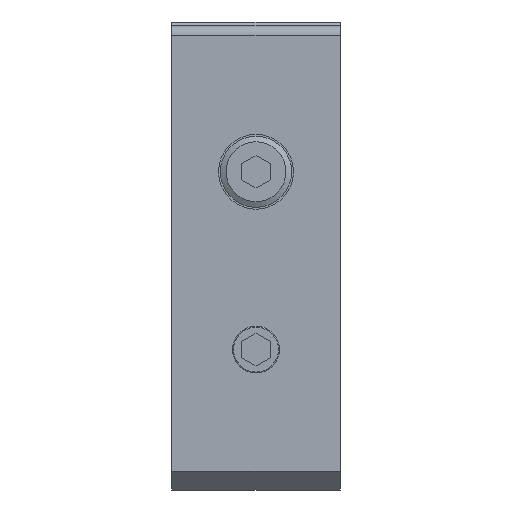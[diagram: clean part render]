
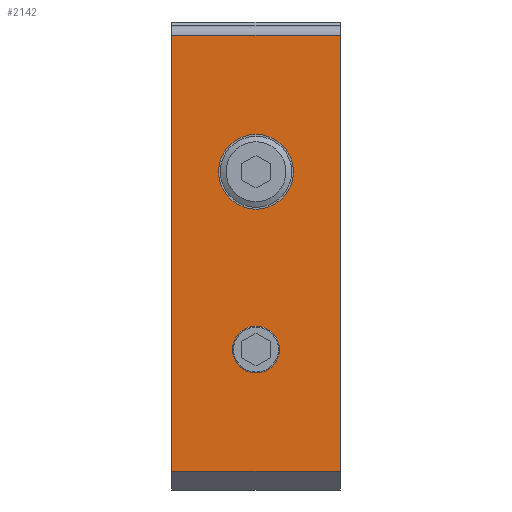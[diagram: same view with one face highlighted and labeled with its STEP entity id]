
A CAD part, front view. The second image highlights one B-rep face of the part: STEP entity #2142.
In plain terms, the highlighted planar face has unit normal (0, -1, 0).
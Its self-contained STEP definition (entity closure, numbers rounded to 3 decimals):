
#95=FACE_BOUND('',#449,.T.);
#96=FACE_BOUND('',#450,.T.);
#175=CIRCLE('',#2291,1.25);
#193=CIRCLE('',#2339,2.);
#293=FACE_OUTER_BOUND('',#448,.T.);
#448=EDGE_LOOP('',(#1666,#1667,#1668,#1669));
#449=EDGE_LOOP('',(#1670));
#450=EDGE_LOOP('',(#1671));
#550=LINE('',#3116,#722);
#645=LINE('',#3594,#817);
#647=LINE('',#3600,#819);
#648=LINE('',#3601,#820);
#722=VECTOR('',#2504,23.294);
#817=VECTOR('',#2831,9.);
#819=VECTOR('',#2837,9.);
#820=VECTOR('',#2838,23.294);
#882=VERTEX_POINT('',#3062);
#908=VERTEX_POINT('',#3114);
#974=VERTEX_POINT('',#3470);
#1015=VERTEX_POINT('',#3593);
#1017=VERTEX_POINT('',#3599);
#1018=VERTEX_POINT('',#3602);
#1109=EDGE_CURVE('',#908,#882,#550,.T.);
#1202=EDGE_CURVE('',#974,#974,#175,.T.);
#1255=EDGE_CURVE('',#882,#1015,#645,.T.);
#1258=EDGE_CURVE('',#1017,#908,#647,.T.);
#1259=EDGE_CURVE('',#1015,#1017,#648,.T.);
#1260=EDGE_CURVE('',#1018,#1018,#193,.T.);
#1666=ORIENTED_EDGE('',*,*,#1255,.F.);
#1667=ORIENTED_EDGE('',*,*,#1109,.F.);
#1668=ORIENTED_EDGE('',*,*,#1258,.F.);
#1669=ORIENTED_EDGE('',*,*,#1259,.F.);
#1670=ORIENTED_EDGE('',*,*,#1260,.T.);
#1671=ORIENTED_EDGE('',*,*,#1202,.T.);
#1917=PLANE('',#2338);
#2142=ADVANCED_FACE('',(#293,#95,#96),#1917,.T.);
#2291=AXIS2_PLACEMENT_3D('',#3471,#2703,#2704);
#2338=AXIS2_PLACEMENT_3D('',#3598,#2835,#2836);
#2339=AXIS2_PLACEMENT_3D('',#3603,#2839,#2840);
#2504=DIRECTION('',(0.,0.,1.));
#2703=DIRECTION('center_axis',(0.,1.,0.));
#2704=DIRECTION('ref_axis',(-1.,0.,0.));
#2831=DIRECTION('',(1.,0.,0.));
#2835=DIRECTION('center_axis',(0.,-1.,0.));
#2836=DIRECTION('ref_axis',(0.,0.,-1.));
#2837=DIRECTION('',(-1.,0.,0.));
#2838=DIRECTION('',(0.,0.,-1.));
#2839=DIRECTION('center_axis',(0.,1.,0.));
#2840=DIRECTION('ref_axis',(-1.,0.,0.));
#3062=CARTESIAN_POINT('',(-4.5,-12.5,11.794));
#3114=CARTESIAN_POINT('',(-4.5,-12.5,-11.5));
#3116=CARTESIAN_POINT('',(-4.5,-12.5,-12.5));
#3470=CARTESIAN_POINT('',(-1.25,-12.5,-5.));
#3471=CARTESIAN_POINT('Origin',(0.,-12.5,-5.));
#3593=CARTESIAN_POINT('',(4.5,-12.5,11.794));
#3594=CARTESIAN_POINT('',(4.5,-12.5,11.794));
#3598=CARTESIAN_POINT('Origin',(0.,-12.5,12.5));
#3599=CARTESIAN_POINT('',(4.5,-12.5,-11.5));
#3600=CARTESIAN_POINT('',(0.,-12.5,-11.5));
#3601=CARTESIAN_POINT('',(4.5,-12.5,-12.5));
#3602=CARTESIAN_POINT('',(-2.,-12.5,4.5));
#3603=CARTESIAN_POINT('Origin',(0.,-12.5,4.5));
